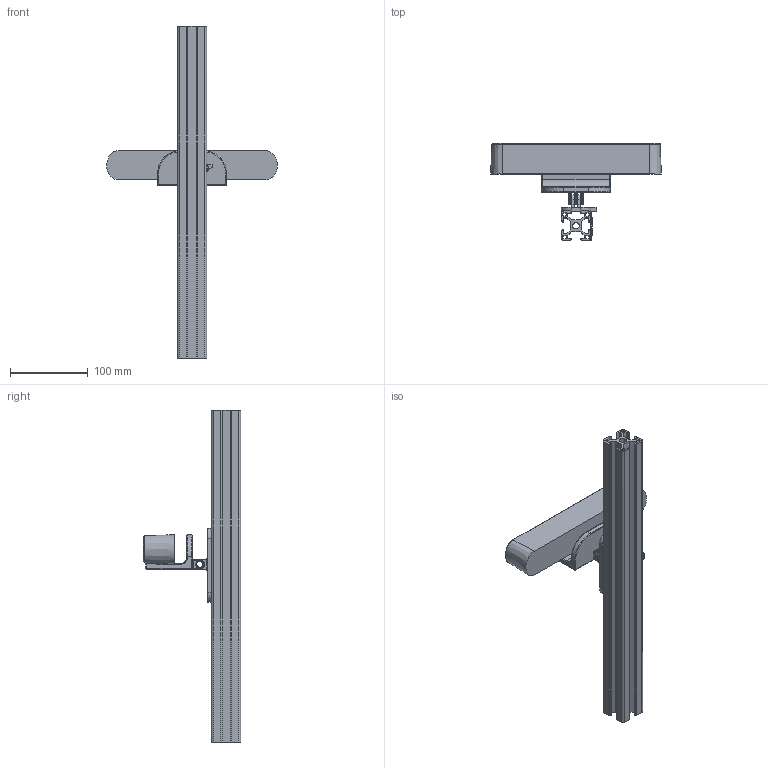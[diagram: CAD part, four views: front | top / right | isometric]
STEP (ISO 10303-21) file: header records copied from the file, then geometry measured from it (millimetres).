
FILE_DESCRIPTION(('FreeCAD Model'),'2;1');
FILE_NAME('Open CASCADE Shape Model','2025-05-02T21:41:37',('FreeCAD'),( 'FreeCAD'),'Open CASCADE STEP processor 7.6','FreeCAD','Unknown');
FILE_SCHEMA(('AUTOMOTIVE_DESIGN { 1 0 10303 214 1 1 1 1 }'));
Length unit declared in the file: millimetre
Products named in the file (1): Open CASCADE STEP translator 7.6 1
Bounding box: 219.45 x 125.23 x 427.06 mm (x, y, z)
Volume: 599531.4 mm3; surface area: 232376 mm2
Topology: 5 solids, 5 shells, 362 faces, 946 edges, 592 vertices
Faces by surface type: bspline 362
Entity records: 14807 total; most frequent: CARTESIAN_POINT 9301, ORIENTED_EDGE 1860, EDGE_CURVE 930, B_SPLINE_CURVE_WITH_KNOTS 690, VERTEX_POINT 592, FACE_BOUND 406, EDGE_LOOP 406, ADVANCED_FACE 362
